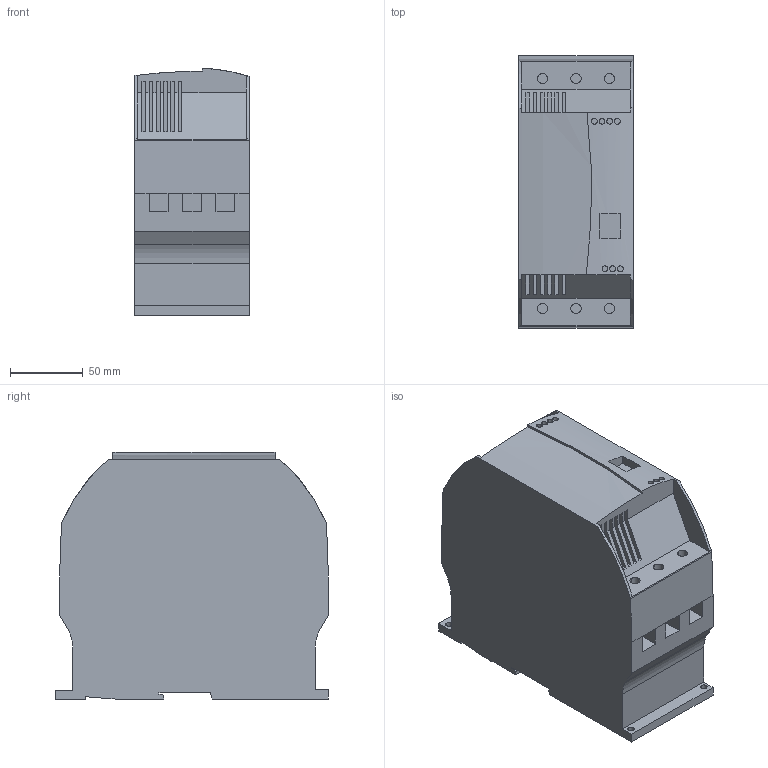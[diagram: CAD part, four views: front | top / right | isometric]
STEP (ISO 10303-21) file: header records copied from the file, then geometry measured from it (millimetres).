
FILE_DESCRIPTION (( 'STEP AP214' ), '1' );
FILE_NAME ('SSW05 MEC B.STEP', '2019-10-07T14:00:17', ( '' ), ( '' ), 'SwSTEP 2.0', 'SolidWorks 2017', '' );
FILE_SCHEMA (( 'AUTOMOTIVE_DESIGN' ));
Length unit declared in the file: inch
Products named in the file (1): SSW05 MEC B
Bounding box: 79 x 187.73 x 170.38 mm (x, y, z)
Volume: 2093479.7 mm3; surface area: 147789.7 mm2
Topology: 1 solids, 1 shells, 194 faces, 522 edges, 344 vertices
Faces by surface type: plane 149, cylinder 45
Entity records: 6484 total; most frequent: CARTESIAN_POINT 1519, ORIENTED_EDGE 1044, DIRECTION 972, EDGE_CURVE 522, VECTOR 422, LINE 422, VERTEX_POINT 344, AXIS2_PLACEMENT_3D 275
